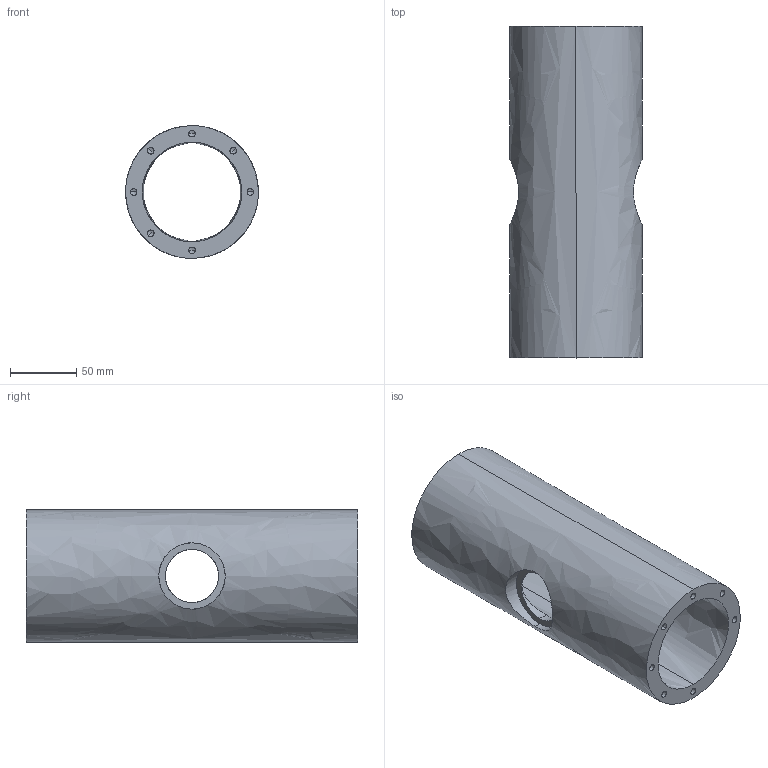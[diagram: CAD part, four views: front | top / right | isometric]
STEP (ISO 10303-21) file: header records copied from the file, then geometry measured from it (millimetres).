
FILE_DESCRIPTION (( 'STEP AP203' ), '1' );
FILE_NAME ('609-01 cuerpo vàlvua paso MP.STEP', '2021-07-13T13:00:26', ( '' ), ( '' ), 'SwSTEP 2.0', 'SolidWorks 2018', '' );
FILE_SCHEMA (( 'CONFIG_CONTROL_DESIGN' ));
Length unit declared in the file: millimetre
Products named in the file (1): 609-01 cuerpo vàlvua paso MP
Bounding box: 100 x 250 x 100 mm (x, y, z)
Volume: 813886 mm3; surface area: 144254.3 mm2
Topology: 1 solids, 1 shells, 44 faces, 156 edges, 109 vertices
Faces by surface type: bspline 44
Entity records: 3617 total; most frequent: CARTESIAN_POINT 2708, ORIENTED_EDGE 284, EDGE_CURVE 142, B_SPLINE_CURVE_WITH_KNOTS 124, VERTEX_POINT 109, EDGE_LOOP 59, ADVANCED_FACE 44, FACE_OUTER_BOUND 44
